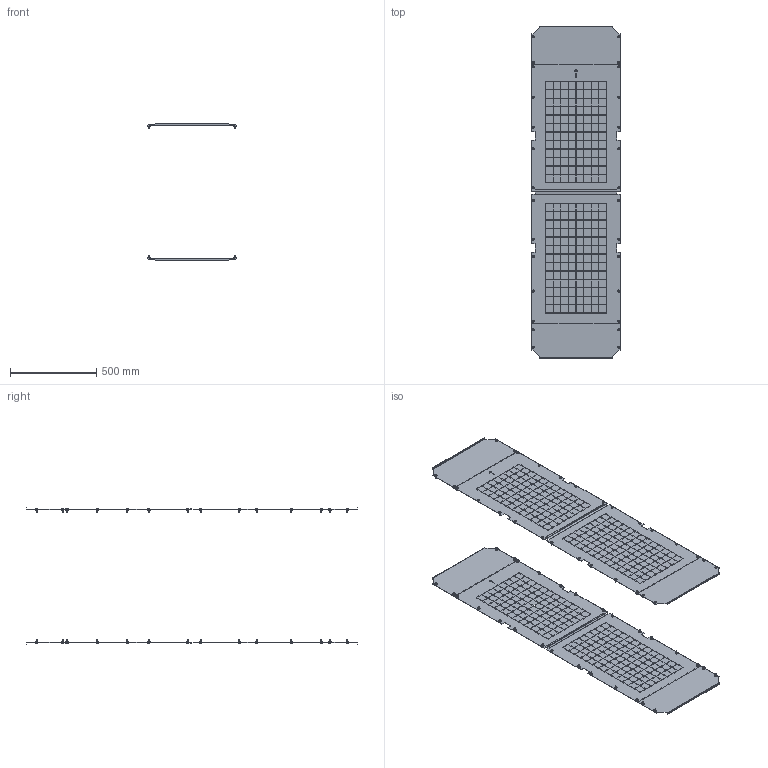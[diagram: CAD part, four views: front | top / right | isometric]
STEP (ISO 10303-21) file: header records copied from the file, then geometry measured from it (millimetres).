
FILE_DESCRIPTION (( 'STEP AP214' ), '1' );
FILE_NAME ('PCV196 Ïàíåëü âåðòèêàëüíàÿ.STEP', '2018-07-30T13:26:02', ( '' ), ( '' ), 'SwSTEP 2.0', 'SolidWorks 2017', '' );
FILE_SCHEMA (( 'AUTOMOTIVE_DESIGN' ));
Length unit declared in the file: millimetre
Products named in the file (5): Ãàéêà êëåòåâàÿ Ì6_3À; AVT001.15.00.01 Ïàíåëü âåðòèêàëüíàÿ_00; Âèíò Ì6 DIN 7985_6å16; PCV196 Ïàíåëü âåðòèêàëüíàÿ; AVT001.15.00.02 Ïàíåëü âåðòèêàëüíàÿ_00
Assembly tree (116 placements, depth 2):
  PCV196 Ïàíåëü âåðòèêàëüíàÿ
    AVT001.15.00.01 Ïàíåëü âåðòèêàëüíàÿ_00  x2
    AVT001.15.00.02 Ïàíåëü âåðòèêàëüíàÿ_00  x2
    Ãàéêà êëåòåâàÿ Ì6_3À  x56
    Âèíò Ì6 DIN 7985_6å16  x56
Bounding box: 516 x 1924 x 791 mm (x, y, z)
Volume: 2940276.8 mm3; surface area: 4050128.9 mm2
Topology: 116 solids, 116 shells, 8444 faces, 23620 edges, 15464 vertices
Faces by surface type: plane 6748, cylinder 1472, cone 112, sphere 112
Entity records: 71600 total; most frequent: CARTESIAN_POINT 12600, ORIENTED_EDGE 12388, DIRECTION 10750, EDGE_CURVE 6194, VECTOR 5998, LINE 5998, VERTEX_POINT 4114, EDGE_LOOP 3088
